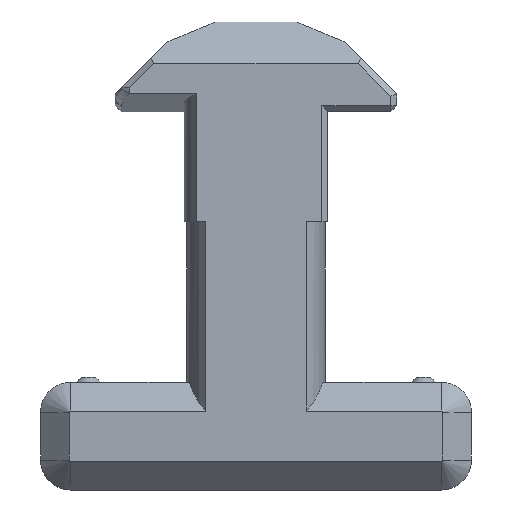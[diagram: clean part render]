
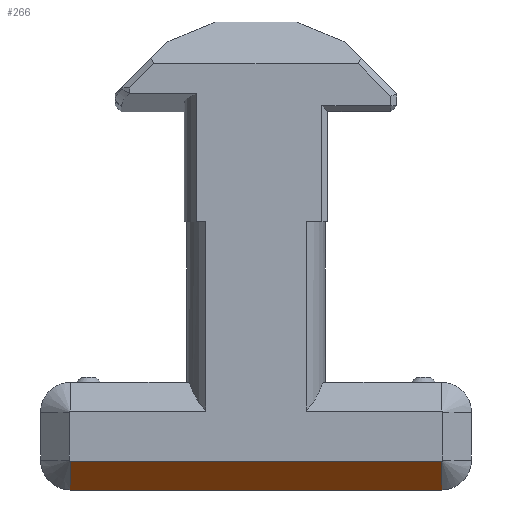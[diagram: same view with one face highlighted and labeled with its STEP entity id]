
A CAD part, front view. The second image highlights one B-rep face of the part: STEP entity #266.
In plain terms, the highlighted planar face has unit normal (0, -0.707, -0.707).
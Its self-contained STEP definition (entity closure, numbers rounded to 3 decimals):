
#97 = ORIENTED_EDGE ( 'NONE', *, *, #165, .F. ) ;
#111 = CARTESIAN_POINT ( 'NONE',  ( -7.75, -0.8, -4.5 ) ) ;
#161 = VERTEX_POINT ( 'NONE', #111 ) ;
#165 = EDGE_CURVE ( 'NONE', #2586, #1165, #735, .T. ) ;
#176 = DIRECTION ( 'NONE',  ( 0., -0.707, 0.707 ) ) ;
#266 = ADVANCED_FACE ( 'NONE', ( #1465 ), #2296, .T. ) ;
#283 = VERTEX_POINT ( 'NONE', #1650 ) ;
#301 = EDGE_LOOP ( 'NONE', ( #2364, #2121, #1762, #97 ) ) ;
#388 = DIRECTION ( 'NONE',  ( -1., 0., 0. ) ) ;
#541 = EDGE_CURVE ( 'NONE', #283, #1165, #621, .T. ) ;
#584 = VECTOR ( 'NONE', #1874, 1000. ) ;
#612 = DIRECTION ( 'NONE',  ( 0., -0.707, -0.707 ) ) ;
#621 = LINE ( 'NONE', #1854, #2621 ) ;
#735 = LINE ( 'NONE', #1776, #1576 ) ;
#748 = DIRECTION ( 'NONE',  ( 1., 0., 0. ) ) ;
#818 = LINE ( 'NONE', #1051, #584 ) ;
#871 = EDGE_CURVE ( 'NONE', #161, #2586, #818, .T. ) ;
#1047 = CARTESIAN_POINT ( 'NONE',  ( 7.76, -2.007, -3.293 ) ) ;
#1051 = CARTESIAN_POINT ( 'NONE',  ( -7.75, -1.4, -3.9 ) ) ;
#1165 = VERTEX_POINT ( 'NONE', #1737 ) ;
#1465 = FACE_OUTER_BOUND ( 'NONE', #301, .T. ) ;
#1576 = VECTOR ( 'NONE', #748, 1000. ) ;
#1650 = CARTESIAN_POINT ( 'NONE',  ( 7.75, -0.8, -4.5 ) ) ;
#1737 = CARTESIAN_POINT ( 'NONE',  ( 7.75, -2., -3.3 ) ) ;
#1762 = ORIENTED_EDGE ( 'NONE', *, *, #541, .T. ) ;
#1776 = CARTESIAN_POINT ( 'NONE',  ( 0., -2., -3.3 ) ) ;
#1854 = CARTESIAN_POINT ( 'NONE',  ( 7.75, -1.4, -3.9 ) ) ;
#1874 = DIRECTION ( 'NONE',  ( 0., -0.707, 0.707 ) ) ;
#1921 = CARTESIAN_POINT ( 'NONE',  ( -7.75, -2., -3.3 ) ) ;
#2089 = DIRECTION ( 'NONE',  ( 1., 0., 0. ) ) ;
#2121 = ORIENTED_EDGE ( 'NONE', *, *, #2380, .T. ) ;
#2138 = AXIS2_PLACEMENT_3D ( 'NONE', #1047, #612, #388 ) ;
#2296 = PLANE ( 'NONE',  #2138 ) ;
#2364 = ORIENTED_EDGE ( 'NONE', *, *, #871, .F. ) ;
#2369 = VECTOR ( 'NONE', #2089, 1000. ) ;
#2380 = EDGE_CURVE ( 'NONE', #161, #283, #2514, .T. ) ;
#2514 = LINE ( 'NONE', #2691, #2369 ) ;
#2586 = VERTEX_POINT ( 'NONE', #1921 ) ;
#2621 = VECTOR ( 'NONE', #176, 1000. ) ;
#2691 = CARTESIAN_POINT ( 'NONE',  ( 0., -0.8, -4.5 ) ) ;
